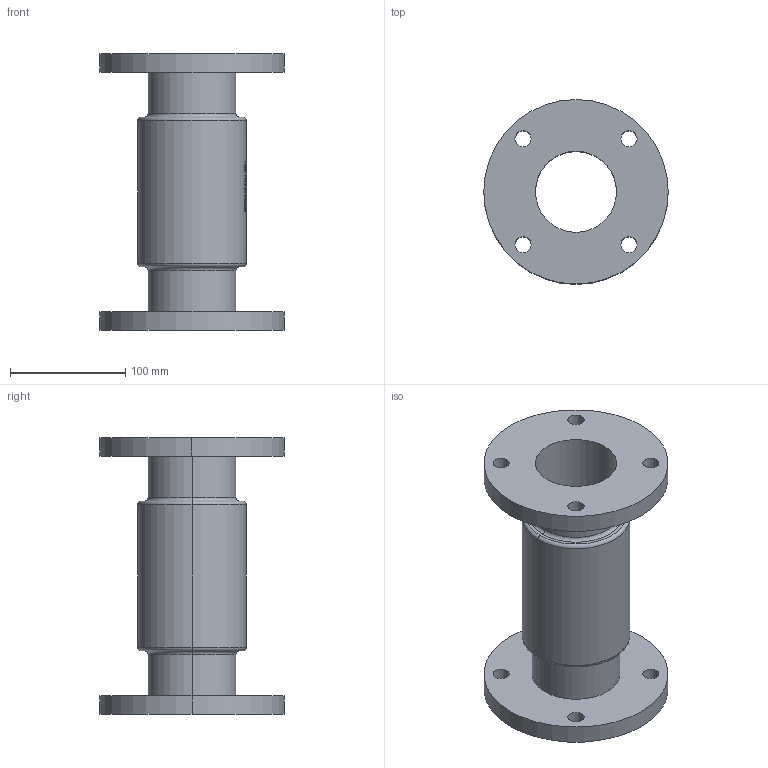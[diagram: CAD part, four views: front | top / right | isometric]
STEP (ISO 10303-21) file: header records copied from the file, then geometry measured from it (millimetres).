
FILE_DESCRIPTION (( 'STEP AP214' ), '1' );
FILE_NAME ('7120000_DN065_PN06_51420208.STEP', '2022-02-11T11:03:27', ( 'axxx' ), ( 'Hewlett-Packard Company' ), 'SwSTEP 2.0', 'SolidWorks 2019', '' );
FILE_SCHEMA (( 'AUTOMOTIVE_DESIGN' ));
Length unit declared in the file: millimetre
Products named in the file (1): 7120000_DN065_PN06_51420208
Bounding box: 160 x 160 x 240 mm (x, y, z)
Volume: 944510.8 mm3; surface area: 198634.5 mm2
Topology: 1 solids, 1 shells, 536 faces, 1387 edges, 922 vertices
Faces by surface type: bspline 243, plane 234, cylinder 51, torus 8
Entity records: 30333 total; most frequent: CARTESIAN_POINT 18832, ORIENTED_EDGE 2774, DIRECTION 1572, EDGE_CURVE 1387, VERTEX_POINT 922, VECTOR 726, LINE 726, EDGE_LOOP 623
